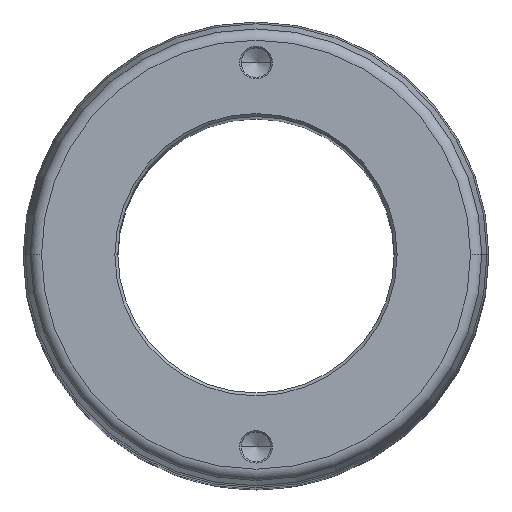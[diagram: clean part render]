
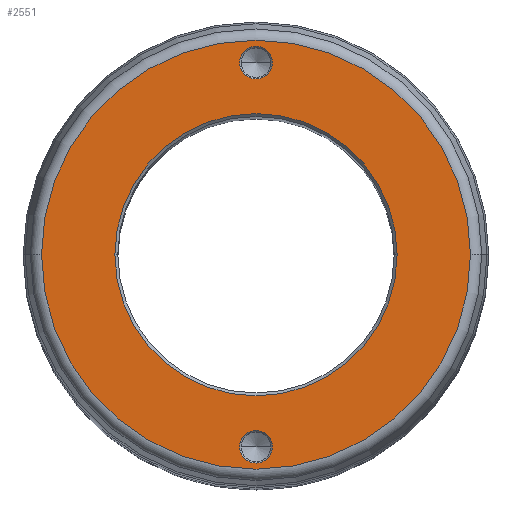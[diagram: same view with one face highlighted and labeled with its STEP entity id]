
A CAD part, top view. The second image highlights one B-rep face of the part: STEP entity #2551.
In plain terms, the highlighted planar face has unit normal (0, 0, 1).
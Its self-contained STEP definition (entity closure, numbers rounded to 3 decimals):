
#104 = CARTESIAN_POINT ( 'NONE',  ( 0., 0., 500. ) ) ;
#108 = CARTESIAN_POINT ( 'NONE',  ( 0., 0., 500. ) ) ;
#201 = ORIENTED_EDGE ( 'NONE', *, *, #1530, .T. ) ;
#271 = ORIENTED_EDGE ( 'NONE', *, *, #3276, .T. ) ;
#277 = CARTESIAN_POINT ( 'NONE',  ( 0., 0., 500. ) ) ;
#372 = CARTESIAN_POINT ( 'NONE',  ( -5.6, 66., 500. ) ) ;
#378 = DIRECTION ( 'NONE',  ( 1., 0., 0. ) ) ;
#404 = DIRECTION ( 'NONE',  ( 0., 0., 1. ) ) ;
#420 = CIRCLE ( 'NONE', #2491, 5.6 ) ;
#507 = AXIS2_PLACEMENT_3D ( 'NONE', #104, #2641, #1779 ) ;
#612 = DIRECTION ( 'NONE',  ( 1., 0., 0. ) ) ;
#686 = CARTESIAN_POINT ( 'NONE',  ( 0., 0., 500. ) ) ;
#695 = AXIS2_PLACEMENT_3D ( 'NONE', #108, #404, #2978 ) ;
#701 = VERTEX_POINT ( 'NONE', #372 ) ;
#748 = FACE_OUTER_BOUND ( 'NONE', #2679, .T. ) ;
#772 = DIRECTION ( 'NONE',  ( 0., 0., -1. ) ) ;
#844 = EDGE_LOOP ( 'NONE', ( #271, #919 ) ) ;
#905 = CARTESIAN_POINT ( 'NONE',  ( -73.715, 0., 500. ) ) ;
#919 = ORIENTED_EDGE ( 'NONE', *, *, #1729, .T. ) ;
#995 = AXIS2_PLACEMENT_3D ( 'NONE', #2588, #1740, #612 ) ;
#1000 = DIRECTION ( 'NONE',  ( 1., 0., 0. ) ) ;
#1017 = VERTEX_POINT ( 'NONE', #2835 ) ;
#1044 = VERTEX_POINT ( 'NONE', #2846 ) ;
#1073 = CARTESIAN_POINT ( 'NONE',  ( 5.6, 66., 500. ) ) ;
#1076 = CIRCLE ( 'NONE', #3575, 5.6 ) ;
#1092 = CIRCLE ( 'NONE', #507, 48.5 ) ;
#1105 = ORIENTED_EDGE ( 'NONE', *, *, #2778, .T. ) ;
#1125 = DIRECTION ( 'NONE',  ( 0., 0., -1. ) ) ;
#1248 = CARTESIAN_POINT ( 'NONE',  ( 73.715, 0., 500. ) ) ;
#1390 = CIRCLE ( 'NONE', #2418, 73.715 ) ;
#1461 = EDGE_CURVE ( 'NONE', #701, #2186, #2156, .T. ) ;
#1474 = CIRCLE ( 'NONE', #2371, 73.715 ) ;
#1482 = DIRECTION ( 'NONE',  ( 0., 0., -1. ) ) ;
#1517 = PLANE ( 'NONE',  #695 ) ;
#1530 = EDGE_CURVE ( 'NONE', #2186, #701, #1076, .T. ) ;
#1586 = EDGE_CURVE ( 'NONE', #2639, #2669, #1390, .T. ) ;
#1623 = ORIENTED_EDGE ( 'NONE', *, *, #1461, .T. ) ;
#1670 = CIRCLE ( 'NONE', #2063, 5.6 ) ;
#1729 = EDGE_CURVE ( 'NONE', #3298, #3353, #420, .T. ) ;
#1740 = DIRECTION ( 'NONE',  ( 0., 0., -1. ) ) ;
#1767 = DIRECTION ( 'NONE',  ( 1., 0., 0. ) ) ;
#1779 = DIRECTION ( 'NONE',  ( 1., 0., 0. ) ) ;
#1884 = DIRECTION ( 'NONE',  ( 1., 0., 0. ) ) ;
#2012 = CARTESIAN_POINT ( 'NONE',  ( 0., 66., 500. ) ) ;
#2036 = EDGE_CURVE ( 'NONE', #2669, #2639, #1474, .T. ) ;
#2063 = AXIS2_PLACEMENT_3D ( 'NONE', #2950, #3280, #378 ) ;
#2101 = CARTESIAN_POINT ( 'NONE',  ( 0., 0., 500. ) ) ;
#2116 = DIRECTION ( 'NONE',  ( 0., 0., 1. ) ) ;
#2156 = CIRCLE ( 'NONE', #995, 5.6 ) ;
#2186 = VERTEX_POINT ( 'NONE', #1073 ) ;
#2280 = DIRECTION ( 'NONE',  ( 1., 0., 0. ) ) ;
#2317 = ORIENTED_EDGE ( 'NONE', *, *, #2036, .T. ) ;
#2326 = CARTESIAN_POINT ( 'NONE',  ( 5.6, -66., 500. ) ) ;
#2371 = AXIS2_PLACEMENT_3D ( 'NONE', #686, #2116, #1000 ) ;
#2418 = AXIS2_PLACEMENT_3D ( 'NONE', #277, #3436, #2879 ) ;
#2472 = CARTESIAN_POINT ( 'NONE',  ( -5.6, -66., 500. ) ) ;
#2491 = AXIS2_PLACEMENT_3D ( 'NONE', #3582, #772, #1884 ) ;
#2546 = ORIENTED_EDGE ( 'NONE', *, *, #1586, .T. ) ;
#2551 = ADVANCED_FACE ( 'NONE', ( #3030, #3474, #3247, #748 ), #1517, .T. ) ;
#2588 = CARTESIAN_POINT ( 'NONE',  ( 0., 66., 500. ) ) ;
#2639 = VERTEX_POINT ( 'NONE', #1248 ) ;
#2641 = DIRECTION ( 'NONE',  ( 0., 0., -1. ) ) ;
#2669 = VERTEX_POINT ( 'NONE', #905 ) ;
#2679 = EDGE_LOOP ( 'NONE', ( #2546, #2317 ) ) ;
#2684 = EDGE_CURVE ( 'NONE', #1017, #1044, #1092, .T. ) ;
#2778 = EDGE_CURVE ( 'NONE', #1044, #1017, #3510, .T. ) ;
#2811 = AXIS2_PLACEMENT_3D ( 'NONE', #2101, #1482, #1767 ) ;
#2835 = CARTESIAN_POINT ( 'NONE',  ( -48.5, 0., 500. ) ) ;
#2846 = CARTESIAN_POINT ( 'NONE',  ( 48.5, 0., 500. ) ) ;
#2879 = DIRECTION ( 'NONE',  ( 1., 0., 0. ) ) ;
#2888 = ORIENTED_EDGE ( 'NONE', *, *, #2684, .T. ) ;
#2950 = CARTESIAN_POINT ( 'NONE',  ( 0., -66., 500. ) ) ;
#2978 = DIRECTION ( 'NONE',  ( 1., 0., 0. ) ) ;
#3030 = FACE_BOUND ( 'NONE', #844, .T. ) ;
#3242 = EDGE_LOOP ( 'NONE', ( #1105, #2888 ) ) ;
#3247 = FACE_BOUND ( 'NONE', #3242, .T. ) ;
#3276 = EDGE_CURVE ( 'NONE', #3353, #3298, #1670, .T. ) ;
#3280 = DIRECTION ( 'NONE',  ( 0., 0., -1. ) ) ;
#3298 = VERTEX_POINT ( 'NONE', #2472 ) ;
#3353 = VERTEX_POINT ( 'NONE', #2326 ) ;
#3426 = EDGE_LOOP ( 'NONE', ( #201, #1623 ) ) ;
#3436 = DIRECTION ( 'NONE',  ( 0., 0., 1. ) ) ;
#3474 = FACE_BOUND ( 'NONE', #3426, .T. ) ;
#3510 = CIRCLE ( 'NONE', #2811, 48.5 ) ;
#3575 = AXIS2_PLACEMENT_3D ( 'NONE', #2012, #1125, #2280 ) ;
#3582 = CARTESIAN_POINT ( 'NONE',  ( 0., -66., 500. ) ) ;
